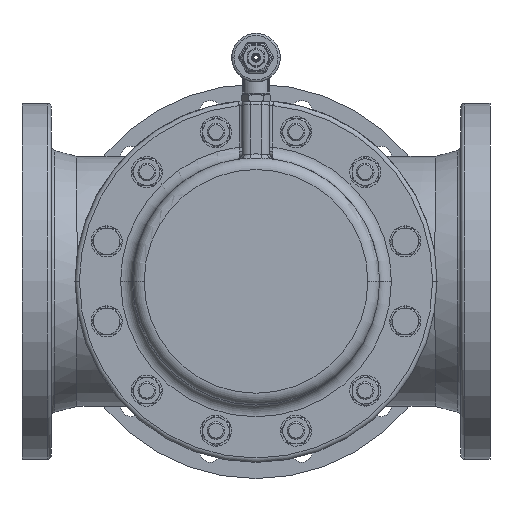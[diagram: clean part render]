
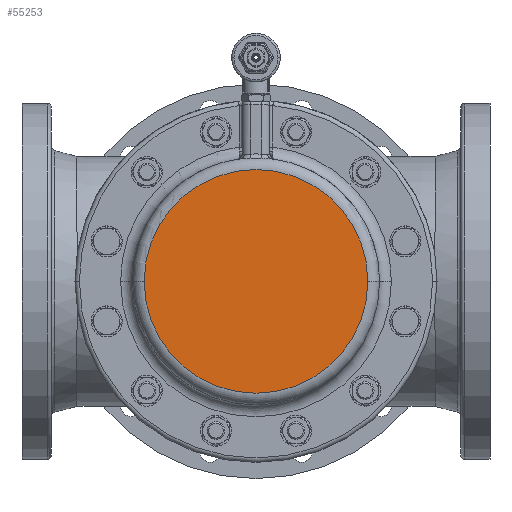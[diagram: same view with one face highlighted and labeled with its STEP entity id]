
A CAD part, front view. The second image highlights one B-rep face of the part: STEP entity #55253.
In plain terms, the highlighted planar face has unit normal (0, -1, 0).
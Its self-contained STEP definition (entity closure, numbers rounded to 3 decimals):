
#3228 = CARTESIAN_POINT ( 'NONE',  ( 0., -304., 0. ) ) ;
#4867 = EDGE_CURVE ( 'NONE', #65891, #65835, #26877, .T. ) ;
#6578 = CARTESIAN_POINT ( 'NONE',  ( 0., -304., -84. ) ) ;
#6623 = PLANE ( 'NONE',  #7977 ) ;
#6640 = DIRECTION ( 'NONE',  ( 0., 1., 0. ) ) ;
#6642 = DIRECTION ( 'NONE',  ( -1., 0., 0. ) ) ;
#7977 = AXIS2_PLACEMENT_3D ( 'NONE', #6578, #6640, #6642 ) ;
#26877 = CIRCLE ( 'NONE', #73550, 76. ) ;
#35879 = FACE_OUTER_BOUND ( 'NONE', #72147, .T. ) ;
#38490 = CARTESIAN_POINT ( 'NONE',  ( -76., -304., 0. ) ) ;
#38535 = CARTESIAN_POINT ( 'NONE',  ( 76., -304., 0. ) ) ;
#39539 = AXIS2_PLACEMENT_3D ( 'NONE', #58772, #58786, #58787 ) ;
#41089 = ORIENTED_EDGE ( 'NONE', *, *, #4867, .T. ) ;
#41090 = ORIENTED_EDGE ( 'NONE', *, *, #66794, .T. ) ;
#42697 = DIRECTION ( 'NONE',  ( -1., 0., 0. ) ) ;
#42698 = DIRECTION ( 'NONE',  ( 0., -1., 0. ) ) ;
#55253 = ADVANCED_FACE ( 'NONE', ( #35879 ), #6623, .F. ) ;
#58772 = CARTESIAN_POINT ( 'NONE',  ( 0., -304., 0. ) ) ;
#58786 = DIRECTION ( 'NONE',  ( 0., -1., 0. ) ) ;
#58787 = DIRECTION ( 'NONE',  ( -1., 0., 0. ) ) ;
#59657 = CIRCLE ( 'NONE', #39539, 76. ) ;
#65835 = VERTEX_POINT ( 'NONE', #38490 ) ;
#65891 = VERTEX_POINT ( 'NONE', #38535 ) ;
#66794 = EDGE_CURVE ( 'NONE', #65835, #65891, #59657, .T. ) ;
#72147 = EDGE_LOOP ( 'NONE', ( #41090, #41089 ) ) ;
#73550 = AXIS2_PLACEMENT_3D ( 'NONE', #3228, #42698, #42697 ) ;
